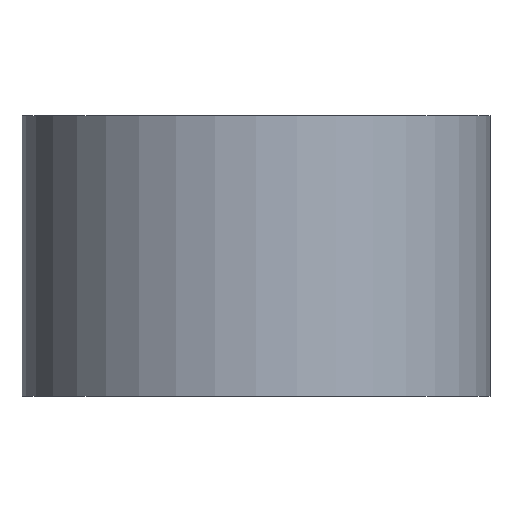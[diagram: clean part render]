
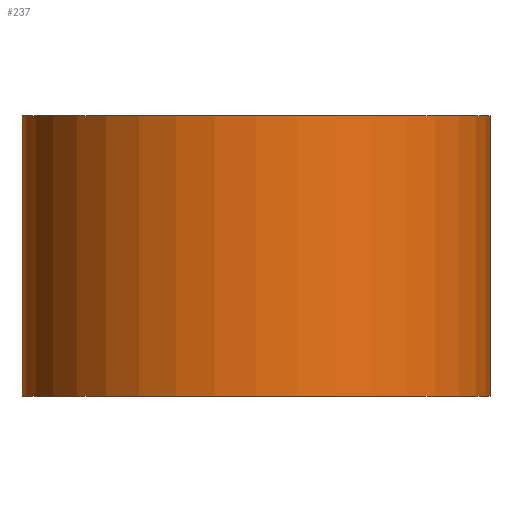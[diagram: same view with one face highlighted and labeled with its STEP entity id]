
A CAD part, front view. The second image highlights one B-rep face of the part: STEP entity #237.
In plain terms, the highlighted cylindrical face has radius 7.938 mm (diameter 15.875 mm), a partial arc.
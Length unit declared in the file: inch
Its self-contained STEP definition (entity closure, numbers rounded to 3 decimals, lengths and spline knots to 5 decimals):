
#4 = ORIENTED_EDGE ( 'NONE', *, *, #157, .F. ) ;
#5 = DIRECTION ( 'NONE',  ( 0., 0., -1. ) ) ;
#9 = AXIS2_PLACEMENT_3D ( 'NONE', #285, #230, #51 ) ;
#22 = DIRECTION ( 'NONE',  ( -1., 0., 0. ) ) ;
#23 = DIRECTION ( 'NONE',  ( 0., 0., -1. ) ) ;
#25 = CARTESIAN_POINT ( 'NONE',  ( -0.3125, 0., 0.375 ) ) ;
#33 = ORIENTED_EDGE ( 'NONE', *, *, #308, .T. ) ;
#35 = VERTEX_POINT ( 'NONE', #320 ) ;
#51 = DIRECTION ( 'NONE',  ( 1., 0., 0. ) ) ;
#89 = EDGE_LOOP ( 'NONE', ( #165, #4, #33, #203 ) ) ;
#92 = VECTOR ( 'NONE', #5, 39.37008 ) ;
#105 = CARTESIAN_POINT ( 'NONE',  ( 0., 0., 0.375 ) ) ;
#110 = CARTESIAN_POINT ( 'NONE',  ( 0.3125, 0., 0.375 ) ) ;
#113 = DIRECTION ( 'NONE',  ( 0., 0., -1. ) ) ;
#115 = LINE ( 'NONE', #192, #168 ) ;
#126 = FACE_OUTER_BOUND ( 'NONE', #89, .T. ) ;
#134 = VERTEX_POINT ( 'NONE', #25 ) ;
#154 = DIRECTION ( 'NONE',  ( 0., 0., 1. ) ) ;
#157 = EDGE_CURVE ( 'NONE', #134, #247, #325, .T. ) ;
#165 = ORIENTED_EDGE ( 'NONE', *, *, #277, .F. ) ;
#168 = VECTOR ( 'NONE', #113, 39.37008 ) ;
#180 = EDGE_CURVE ( 'NONE', #298, #35, #223, .T. ) ;
#183 = AXIS2_PLACEMENT_3D ( 'NONE', #259, #154, #279 ) ;
#185 = LINE ( 'NONE', #110, #92 ) ;
#192 = CARTESIAN_POINT ( 'NONE',  ( -0.3125, 0., 0.375 ) ) ;
#203 = ORIENTED_EDGE ( 'NONE', *, *, #180, .T. ) ;
#212 = CARTESIAN_POINT ( 'NONE',  ( -0.3125, 0., 0. ) ) ;
#223 = CIRCLE ( 'NONE', #183, 0.3125 ) ;
#228 = AXIS2_PLACEMENT_3D ( 'NONE', #105, #23, #22 ) ;
#230 = DIRECTION ( 'NONE',  ( 0., 0., 1. ) ) ;
#237 = ADVANCED_FACE ( 'NONE', ( #126 ), #255, .T. ) ;
#247 = VERTEX_POINT ( 'NONE', #328 ) ;
#255 = CYLINDRICAL_SURFACE ( 'NONE', #228, 0.3125 ) ;
#259 = CARTESIAN_POINT ( 'NONE',  ( 0., 0., 0. ) ) ;
#277 = EDGE_CURVE ( 'NONE', #247, #35, #185, .T. ) ;
#279 = DIRECTION ( 'NONE',  ( 1., 0., 0. ) ) ;
#285 = CARTESIAN_POINT ( 'NONE',  ( 0., 0., 0.375 ) ) ;
#298 = VERTEX_POINT ( 'NONE', #212 ) ;
#308 = EDGE_CURVE ( 'NONE', #134, #298, #115, .T. ) ;
#320 = CARTESIAN_POINT ( 'NONE',  ( 0.3125, 0., 0. ) ) ;
#325 = CIRCLE ( 'NONE', #9, 0.3125 ) ;
#328 = CARTESIAN_POINT ( 'NONE',  ( 0.3125, 0., 0.375 ) ) ;
